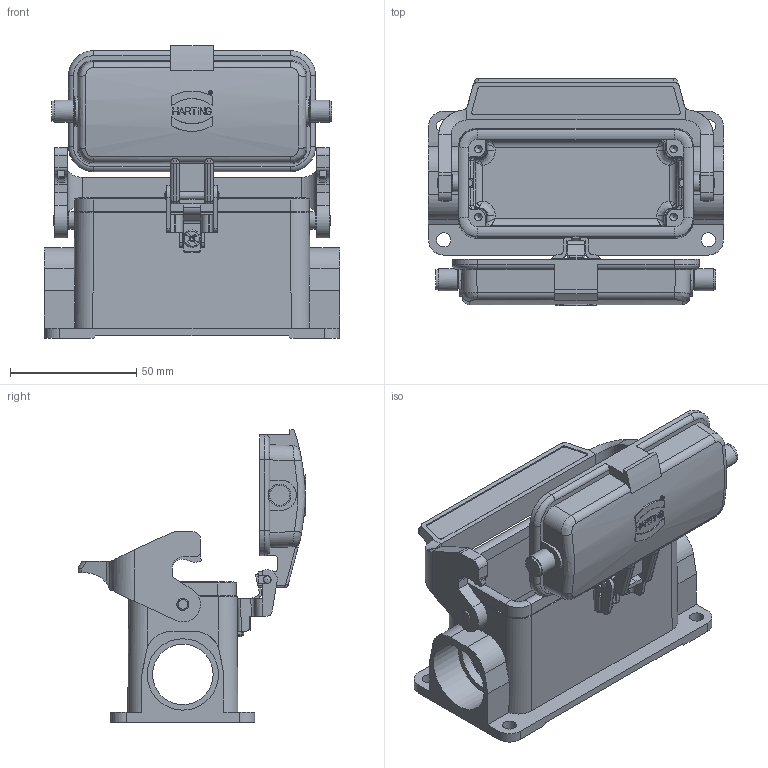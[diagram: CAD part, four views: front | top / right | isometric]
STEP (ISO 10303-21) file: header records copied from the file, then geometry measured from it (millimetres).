
FILE_DESCRIPTION(/* description */ (''),/* implementation_level */ '2;1');
FILE_NAME(/* name */ '100762824ugm000_a.stp',/* time_stamp */ '2019-08-05T08:41:06+02:00',/* author */ (''),/* organization */ (''),/* preprocessor_version */ 'ST-DEVELOPER v16.7',/* originating_system */ 'SIEMENS PLM Software NX 12.0',/* authorisation */ '');
FILE_SCHEMA (('AUTOMOTIVE_DESIGN { 1 0 10303 214 3 1 1 1 }'));
Length unit declared in the file: millimetre
Products named in the file (1): 100762824ugm000_a
Bounding box: 117 x 90.25 x 116.08 mm (x, y, z)
Volume: 126479.3 mm3; surface area: 73609.6 mm2
Topology: 3 solids, 3 shells, 776 faces, 2097 edges, 1349 vertices
Faces by surface type: plane 419, cylinder 250, bspline 59, cone 33, torus 9, sphere 6
Full cylindrical faces by diameter (mm): 1.52 x1, 1.68 x1, 3 x5, 4 x4, 4.8 x2, 4.97 x2, 5.6 x4, 7 x3, 8 x2, 8.8 x2, 10 x4, 24 x2, 28.3 x2
Entity records: 29180 total; most frequent: CARTESIAN_POINT 7119, ORIENTED_EDGE 3968, DIRECTION 3833, EDGE_CURVE 1984, AXIS2_PLACEMENT_3D 1338, VERTEX_POINT 1313, LINE 1157, VECTOR 1157
